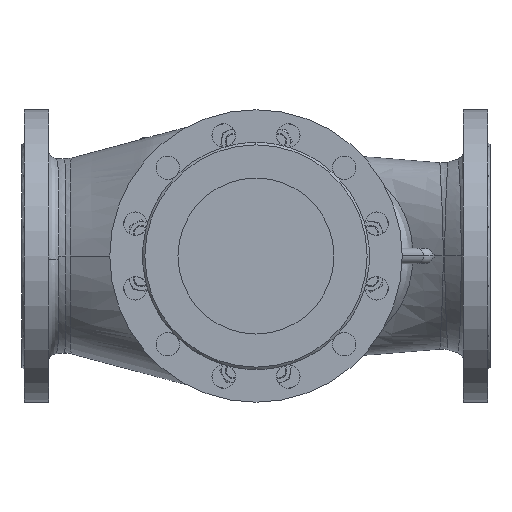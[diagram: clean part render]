
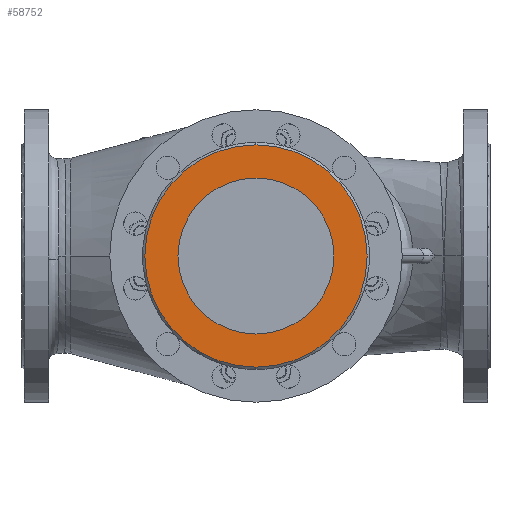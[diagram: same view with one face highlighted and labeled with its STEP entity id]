
A CAD part, front view. The second image highlights one B-rep face of the part: STEP entity #58752.
In plain terms, the highlighted planar face has unit normal (0, -1, 0).
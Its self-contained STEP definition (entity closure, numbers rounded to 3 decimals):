
#9526 = EDGE_LOOP ( 'NONE', ( #131267, #230791 ) ) ;
#12900 = CIRCLE ( 'NONE', #264596, 142.5 ) ;
#16036 = EDGE_CURVE ( 'NONE', #165738, #41293, #215887, .T. ) ;
#16336 = CARTESIAN_POINT ( 'NONE',  ( 0., -400., 0. ) ) ;
#19857 = DIRECTION ( 'NONE',  ( 0., 1., 0. ) ) ;
#24287 = VERTEX_POINT ( 'NONE', #88271 ) ;
#25868 = FACE_OUTER_BOUND ( 'NONE', #9526, .T. ) ;
#26874 = CARTESIAN_POINT ( 'NONE',  ( 0., -400., -100. ) ) ;
#28556 = DIRECTION ( 'NONE',  ( 0., 1., 0. ) ) ;
#34536 = ORIENTED_EDGE ( 'NONE', *, *, #237353, .F. ) ;
#37486 = DIRECTION ( 'NONE',  ( 0., 0., 1. ) ) ;
#39964 = DIRECTION ( 'NONE',  ( 0., -1., 0. ) ) ;
#41293 = VERTEX_POINT ( 'NONE', #226325 ) ;
#54927 = EDGE_CURVE ( 'NONE', #24287, #186621, #12900, .T. ) ;
#58752 = ADVANCED_FACE ( 'NONE', ( #137847, #25868 ), #154683, .F. ) ;
#88271 = CARTESIAN_POINT ( 'NONE',  ( 0., -400., 142.5 ) ) ;
#100141 = CARTESIAN_POINT ( 'NONE',  ( 0., -400., 0. ) ) ;
#107774 = AXIS2_PLACEMENT_3D ( 'NONE', #112351, #28556, #175895 ) ;
#112351 = CARTESIAN_POINT ( 'NONE',  ( 0., -400., 0. ) ) ;
#121265 = DIRECTION ( 'NONE',  ( 0., 0., -1. ) ) ;
#131267 = ORIENTED_EDGE ( 'NONE', *, *, #54927, .F. ) ;
#137847 = FACE_BOUND ( 'NONE', #262586, .T. ) ;
#138680 = CIRCLE ( 'NONE', #191218, 142.5 ) ;
#145988 = CARTESIAN_POINT ( 'NONE',  ( 0., -400., 0. ) ) ;
#151909 = CIRCLE ( 'NONE', #177102, 100. ) ;
#154683 = PLANE ( 'NONE',  #107774 ) ;
#163638 = DIRECTION ( 'NONE',  ( 0., 1., 0. ) ) ;
#165738 = VERTEX_POINT ( 'NONE', #26874 ) ;
#166131 = CARTESIAN_POINT ( 'NONE',  ( 0., -400., 0. ) ) ;
#167186 = DIRECTION ( 'NONE',  ( 0., 0., 1. ) ) ;
#175895 = DIRECTION ( 'NONE',  ( 0., 0., 1. ) ) ;
#177102 = AXIS2_PLACEMENT_3D ( 'NONE', #100141, #247436, #121265 ) ;
#186621 = VERTEX_POINT ( 'NONE', #246851 ) ;
#187330 = DIRECTION ( 'NONE',  ( 0., 0., -1. ) ) ;
#191218 = AXIS2_PLACEMENT_3D ( 'NONE', #16336, #163638, #37486 ) ;
#215887 = CIRCLE ( 'NONE', #219386, 100. ) ;
#216940 = ORIENTED_EDGE ( 'NONE', *, *, #16036, .F. ) ;
#219386 = AXIS2_PLACEMENT_3D ( 'NONE', #166131, #39964, #187330 ) ;
#226325 = CARTESIAN_POINT ( 'NONE',  ( 0., -400., 100. ) ) ;
#230791 = ORIENTED_EDGE ( 'NONE', *, *, #237393, .F. ) ;
#237353 = EDGE_CURVE ( 'NONE', #41293, #165738, #151909, .T. ) ;
#237393 = EDGE_CURVE ( 'NONE', #186621, #24287, #138680, .T. ) ;
#246851 = CARTESIAN_POINT ( 'NONE',  ( 0., -400., -142.5 ) ) ;
#247436 = DIRECTION ( 'NONE',  ( 0., -1., 0. ) ) ;
#262586 = EDGE_LOOP ( 'NONE', ( #216940, #34536 ) ) ;
#264596 = AXIS2_PLACEMENT_3D ( 'NONE', #145988, #19857, #167186 ) ;
